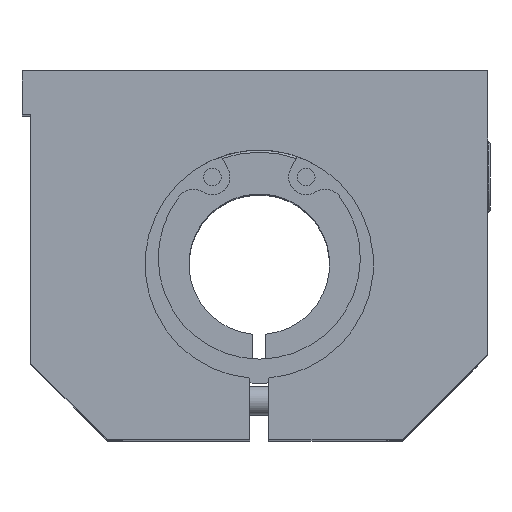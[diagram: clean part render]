
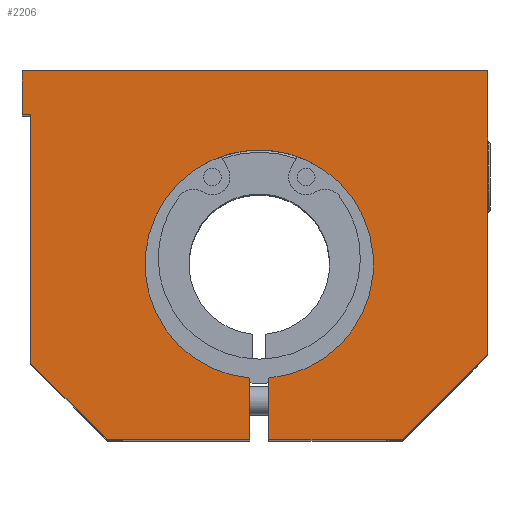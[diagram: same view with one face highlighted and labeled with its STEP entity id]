
A CAD part, top view. The second image highlights one B-rep face of the part: STEP entity #2206.
In plain terms, the highlighted planar face has unit normal (0, 0, 1).
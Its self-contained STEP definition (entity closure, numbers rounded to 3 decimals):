
#105=PLANE('',#2436);
#185=FACE_OUTER_BOUND('',#317,.T.);
#317=EDGE_LOOP('',(#1528,#1529,#1530,#1531,#1532,#1533,#1534,#1535,#1536,
#1537,#1538,#1539));
#474=LINE('',#3414,#673);
#475=LINE('',#3416,#674);
#476=LINE('',#3418,#675);
#477=LINE('',#3420,#676);
#478=LINE('',#3422,#677);
#479=LINE('',#3424,#678);
#480=LINE('',#3426,#679);
#481=LINE('',#3428,#680);
#482=LINE('',#3430,#681);
#483=LINE('',#3432,#682);
#484=LINE('',#3434,#683);
#673=VECTOR('',#2710,10.);
#674=VECTOR('',#2711,10.);
#675=VECTOR('',#2712,10.);
#676=VECTOR('',#2713,10.);
#677=VECTOR('',#2714,10.);
#678=VECTOR('',#2715,10.);
#679=VECTOR('',#2716,10.);
#680=VECTOR('',#2717,10.);
#681=VECTOR('',#2718,10.);
#682=VECTOR('',#2719,10.);
#683=VECTOR('',#2720,10.);
#876=CIRCLE('',#2437,13.);
#981=VERTEX_POINT('',#3412);
#982=VERTEX_POINT('',#3413);
#983=VERTEX_POINT('',#3415);
#984=VERTEX_POINT('',#3417);
#985=VERTEX_POINT('',#3419);
#986=VERTEX_POINT('',#3421);
#987=VERTEX_POINT('',#3423);
#988=VERTEX_POINT('',#3425);
#989=VERTEX_POINT('',#3427);
#990=VERTEX_POINT('',#3429);
#991=VERTEX_POINT('',#3431);
#992=VERTEX_POINT('',#3433);
#1199=EDGE_CURVE('',#981,#982,#474,.T.);
#1200=EDGE_CURVE('',#983,#982,#475,.T.);
#1201=EDGE_CURVE('',#984,#983,#476,.T.);
#1202=EDGE_CURVE('',#985,#984,#477,.T.);
#1203=EDGE_CURVE('',#986,#985,#478,.T.);
#1204=EDGE_CURVE('',#987,#986,#479,.T.);
#1205=EDGE_CURVE('',#988,#987,#480,.T.);
#1206=EDGE_CURVE('',#989,#988,#481,.T.);
#1207=EDGE_CURVE('',#990,#989,#482,.T.);
#1208=EDGE_CURVE('',#991,#990,#483,.T.);
#1209=EDGE_CURVE('',#991,#992,#484,.T.);
#1210=EDGE_CURVE('',#992,#981,#876,.T.);
#1528=ORIENTED_EDGE('',*,*,#1199,.T.);
#1529=ORIENTED_EDGE('',*,*,#1200,.F.);
#1530=ORIENTED_EDGE('',*,*,#1201,.F.);
#1531=ORIENTED_EDGE('',*,*,#1202,.F.);
#1532=ORIENTED_EDGE('',*,*,#1203,.F.);
#1533=ORIENTED_EDGE('',*,*,#1204,.F.);
#1534=ORIENTED_EDGE('',*,*,#1205,.F.);
#1535=ORIENTED_EDGE('',*,*,#1206,.F.);
#1536=ORIENTED_EDGE('',*,*,#1207,.F.);
#1537=ORIENTED_EDGE('',*,*,#1208,.F.);
#1538=ORIENTED_EDGE('',*,*,#1209,.T.);
#1539=ORIENTED_EDGE('',*,*,#1210,.T.);
#2206=ADVANCED_FACE('',(#185),#105,.T.);
#2436=AXIS2_PLACEMENT_3D('',#3411,#2708,#2709);
#2437=AXIS2_PLACEMENT_3D('',#3435,#2721,#2722);
#2708=DIRECTION('center_axis',(0.,0.,1.));
#2709=DIRECTION('ref_axis',(1.,0.,0.));
#2710=DIRECTION('',(0.,-1.,0.));
#2711=DIRECTION('',(-1.,0.,0.));
#2712=DIRECTION('',(-0.707,-0.707,0.));
#2713=DIRECTION('',(0.,-1.,0.));
#2714=DIRECTION('',(1.,0.,0.));
#2715=DIRECTION('',(0.,1.,0.));
#2716=DIRECTION('',(-1.,0.,0.));
#2717=DIRECTION('',(0.,1.,0.));
#2718=DIRECTION('',(-0.707,0.707,0.));
#2719=DIRECTION('',(-1.,0.,0.));
#2720=DIRECTION('',(0.,1.,0.));
#2721=DIRECTION('center_axis',(0.,0.,-1.));
#2722=DIRECTION('ref_axis',(-1.,0.,0.));
#3411=CARTESIAN_POINT('Origin',(-0.107,1.476,42.));
#3412=CARTESIAN_POINT('',(1.075,-13.955,42.));
#3413=CARTESIAN_POINT('',(1.075,-21.,42.));
#3414=CARTESIAN_POINT('',(1.075,-9.762,42.));
#3415=CARTESIAN_POINT('',(16.3,-21.,42.));
#3416=CARTESIAN_POINT('',(16.3,-21.,42.));
#3417=CARTESIAN_POINT('',(26.,-11.3,42.));
#3418=CARTESIAN_POINT('',(26.,-11.3,42.));
#3419=CARTESIAN_POINT('',(26.,21.,42.));
#3420=CARTESIAN_POINT('',(26.,21.,42.));
#3421=CARTESIAN_POINT('',(-27.,21.,42.));
#3422=CARTESIAN_POINT('',(-26.,21.,42.));
#3423=CARTESIAN_POINT('',(-27.,16.,42.));
#3424=CARTESIAN_POINT('',(-27.,16.,42.));
#3425=CARTESIAN_POINT('',(-26.,16.,42.));
#3426=CARTESIAN_POINT('',(-26.,16.,42.));
#3427=CARTESIAN_POINT('',(-26.,-12.3,42.));
#3428=CARTESIAN_POINT('',(-26.,-12.3,42.));
#3429=CARTESIAN_POINT('',(-17.3,-21.,42.));
#3430=CARTESIAN_POINT('',(-17.3,-21.,42.));
#3431=CARTESIAN_POINT('',(-1.075,-21.,42.));
#3432=CARTESIAN_POINT('',(16.3,-21.,42.));
#3433=CARTESIAN_POINT('',(-1.075,-13.955,42.));
#3434=CARTESIAN_POINT('',(-1.075,-5.738,42.));
#3435=CARTESIAN_POINT('Origin',(0.,-1.,42.));
